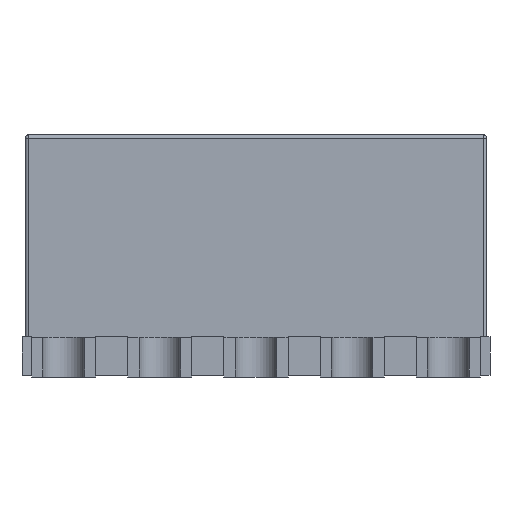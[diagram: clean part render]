
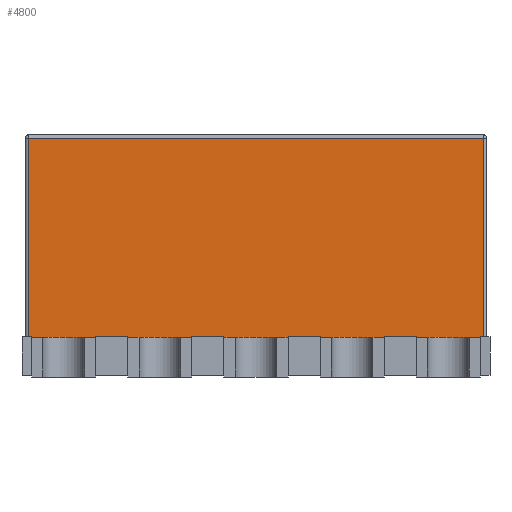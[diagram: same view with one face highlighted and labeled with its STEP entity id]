
A CAD part, front view. The second image highlights one B-rep face of the part: STEP entity #4800.
In plain terms, the highlighted planar face has unit normal (0, -1, 0).
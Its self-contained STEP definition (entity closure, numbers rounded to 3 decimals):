
#370=ORIENTED_EDGE('',*,*,#1315,.T.);
#371=ORIENTED_EDGE('',*,*,#1316,.T.);
#372=ORIENTED_EDGE('',*,*,#1317,.T.);
#373=ORIENTED_EDGE('',*,*,#1242,.T.);
#374=ORIENTED_EDGE('',*,*,#1318,.F.);
#375=ORIENTED_EDGE('',*,*,#1319,.F.);
#376=ORIENTED_EDGE('',*,*,#1320,.T.);
#377=ORIENTED_EDGE('',*,*,#1225,.T.);
#378=ORIENTED_EDGE('',*,*,#1321,.F.);
#379=ORIENTED_EDGE('',*,*,#1322,.F.);
#380=ORIENTED_EDGE('',*,*,#1323,.T.);
#381=ORIENTED_EDGE('',*,*,#1253,.T.);
#382=ORIENTED_EDGE('',*,*,#1103,.F.);
#383=ORIENTED_EDGE('',*,*,#1140,.T.);
#384=ORIENTED_EDGE('',*,*,#1108,.T.);
#385=ORIENTED_EDGE('',*,*,#1251,.T.);
#386=ORIENTED_EDGE('',*,*,#1083,.F.);
#387=ORIENTED_EDGE('',*,*,#1134,.T.);
#388=ORIENTED_EDGE('',*,*,#1088,.T.);
#389=ORIENTED_EDGE('',*,*,#1260,.T.);
#390=ORIENTED_EDGE('',*,*,#1093,.F.);
#391=ORIENTED_EDGE('',*,*,#1137,.T.);
#392=ORIENTED_EDGE('',*,*,#1098,.T.);
#393=ORIENTED_EDGE('',*,*,#1232,.T.);
#1083=EDGE_CURVE('',#1582,#1583,#1898,.T.);
#1088=EDGE_CURVE('',#1588,#1587,#1903,.T.);
#1093=EDGE_CURVE('',#1592,#1593,#1908,.T.);
#1098=EDGE_CURVE('',#1598,#1597,#1913,.T.);
#1103=EDGE_CURVE('',#1602,#1603,#1918,.T.);
#1108=EDGE_CURVE('',#1608,#1607,#1923,.T.);
#1134=EDGE_CURVE('',#1582,#1588,#1943,.T.);
#1137=EDGE_CURVE('',#1592,#1598,#1946,.T.);
#1140=EDGE_CURVE('',#1602,#1608,#1949,.T.);
#1225=EDGE_CURVE('',#1700,#1699,#2020,.T.);
#1232=EDGE_CURVE('',#1597,#1706,#2025,.T.);
#1242=EDGE_CURVE('',#1714,#1712,#2035,.T.);
#1251=EDGE_CURVE('',#1607,#1583,#2042,.T.);
#1253=EDGE_CURVE('',#1722,#1603,#2044,.T.);
#1260=EDGE_CURVE('',#1587,#1593,#2051,.T.);
#1315=EDGE_CURVE('',#1706,#1775,#2105,.F.);
#1316=EDGE_CURVE('',#1775,#1776,#2106,.F.);
#1317=EDGE_CURVE('',#1776,#1714,#2107,.T.);
#1318=EDGE_CURVE('',#1777,#1712,#2108,.T.);
#1319=EDGE_CURVE('',#1778,#1777,#2109,.T.);
#1320=EDGE_CURVE('',#1778,#1700,#2110,.T.);
#1321=EDGE_CURVE('',#1779,#1699,#2111,.T.);
#1322=EDGE_CURVE('',#1780,#1779,#2112,.T.);
#1323=EDGE_CURVE('',#1780,#1722,#2113,.T.);
#1582=VERTEX_POINT('',#6121);
#1583=VERTEX_POINT('',#6123);
#1587=VERTEX_POINT('',#6132);
#1588=VERTEX_POINT('',#6134);
#1592=VERTEX_POINT('',#6143);
#1593=VERTEX_POINT('',#6145);
#1597=VERTEX_POINT('',#6154);
#1598=VERTEX_POINT('',#6156);
#1602=VERTEX_POINT('',#6165);
#1603=VERTEX_POINT('',#6167);
#1607=VERTEX_POINT('',#6176);
#1608=VERTEX_POINT('',#6178);
#1699=VERTEX_POINT('',#6409);
#1700=VERTEX_POINT('',#6411);
#1706=VERTEX_POINT('',#6424);
#1712=VERTEX_POINT('',#6443);
#1714=VERTEX_POINT('',#6446);
#1722=VERTEX_POINT('',#6466);
#1775=VERTEX_POINT('',#6592);
#1776=VERTEX_POINT('',#6594);
#1777=VERTEX_POINT('',#6597);
#1778=VERTEX_POINT('',#6599);
#1779=VERTEX_POINT('',#6602);
#1780=VERTEX_POINT('',#6604);
#1898=LINE('',#6122,#2359);
#1903=LINE('',#6133,#2364);
#1908=LINE('',#6144,#2369);
#1913=LINE('',#6155,#2374);
#1918=LINE('',#6166,#2379);
#1923=LINE('',#6177,#2384);
#1943=LINE('',#6228,#2404);
#1946=LINE('',#6232,#2407);
#1949=LINE('',#6236,#2410);
#2020=LINE('',#6410,#2481);
#2025=LINE('',#6425,#2486);
#2035=LINE('',#6445,#2496);
#2042=LINE('',#6463,#2503);
#2044=LINE('',#6467,#2505);
#2051=LINE('',#6481,#2512);
#2105=LINE('',#6591,#2566);
#2106=LINE('',#6593,#2567);
#2107=LINE('',#6595,#2568);
#2108=LINE('',#6596,#2569);
#2109=LINE('',#6598,#2570);
#2110=LINE('',#6600,#2571);
#2111=LINE('',#6601,#2572);
#2112=LINE('',#6603,#2573);
#2113=LINE('',#6605,#2574);
#2359=VECTOR('',#5193,1000.);
#2364=VECTOR('',#5200,1000.);
#2369=VECTOR('',#5207,1000.);
#2374=VECTOR('',#5214,1000.);
#2379=VECTOR('',#5221,1000.);
#2384=VECTOR('',#5228,1000.);
#2404=VECTOR('',#5276,1000.);
#2407=VECTOR('',#5281,1000.);
#2410=VECTOR('',#5286,1000.);
#2481=VECTOR('',#5413,1000.);
#2486=VECTOR('',#5424,1000.);
#2496=VECTOR('',#5440,1000.);
#2503=VECTOR('',#5453,1000.);
#2505=VECTOR('',#5457,1000.);
#2512=VECTOR('',#5470,1000.);
#2566=VECTOR('',#5540,1000.);
#2567=VECTOR('',#5541,1000.);
#2568=VECTOR('',#5542,1000.);
#2569=VECTOR('',#5543,1000.);
#2570=VECTOR('',#5544,1000.);
#2571=VECTOR('',#5545,1000.);
#2572=VECTOR('',#5546,1000.);
#2573=VECTOR('',#5547,1000.);
#2574=VECTOR('',#5548,1000.);
#2870=EDGE_LOOP('',(#370,#371,#372,#373,#374,#375,#376,#377,#378,#379,#380,
#381,#382,#383,#384,#385,#386,#387,#388,#389,#390,#391,#392,#393));
#3073=FACE_BOUND('',#2870,.T.);
#3258=PLANE('',#5024);
#4800=ADVANCED_FACE('',(#3073),#3258,.F.);
#5024=AXIS2_PLACEMENT_3D('',#6590,#5538,#5539);
#5193=DIRECTION('',(0.,0.,1.));
#5200=DIRECTION('',(0.,0.,1.));
#5207=DIRECTION('',(0.,0.,1.));
#5214=DIRECTION('',(0.,0.,1.));
#5221=DIRECTION('',(0.,0.,1.));
#5228=DIRECTION('',(0.,0.,1.));
#5276=DIRECTION('',(1.,0.,0.));
#5281=DIRECTION('',(1.,0.,0.));
#5286=DIRECTION('',(1.,0.,0.));
#5413=DIRECTION('',(1.,0.,0.));
#5424=DIRECTION('',(1.,0.,0.));
#5440=DIRECTION('',(1.,0.,0.));
#5453=DIRECTION('',(1.,0.,0.));
#5457=DIRECTION('',(1.,0.,0.));
#5470=DIRECTION('',(1.,0.,0.));
#5538=DIRECTION('',(0.,1.,0.));
#5539=DIRECTION('',(0.,0.,1.));
#5540=DIRECTION('',(0.,0.,-1.));
#5541=DIRECTION('',(1.,0.,0.));
#5542=DIRECTION('',(0.,0.,-1.));
#5543=DIRECTION('',(0.,0.,1.));
#5544=DIRECTION('',(-1.,0.,0.));
#5545=DIRECTION('',(0.,0.,1.));
#5546=DIRECTION('',(0.,0.,1.));
#5547=DIRECTION('',(-1.,0.,0.));
#5548=DIRECTION('',(0.,0.,1.));
#6121=CARTESIAN_POINT('',(1.,-5.,0.59));
#6122=CARTESIAN_POINT('',(1.,-5.,0.59));
#6123=CARTESIAN_POINT('',(1.,-5.,0.6));
#6132=CARTESIAN_POINT('',(2.,-5.,0.6));
#6133=CARTESIAN_POINT('',(2.,-5.,0.59));
#6134=CARTESIAN_POINT('',(2.,-5.,0.59));
#6143=CARTESIAN_POINT('',(2.5,-5.,0.59));
#6144=CARTESIAN_POINT('',(2.5,-5.,0.59));
#6145=CARTESIAN_POINT('',(2.5,-5.,0.6));
#6154=CARTESIAN_POINT('',(3.5,-5.,0.6));
#6155=CARTESIAN_POINT('',(3.5,-5.,0.59));
#6156=CARTESIAN_POINT('',(3.5,-5.,0.59));
#6165=CARTESIAN_POINT('',(-0.5,-5.,0.59));
#6166=CARTESIAN_POINT('',(-0.5,-5.,0.59));
#6167=CARTESIAN_POINT('',(-0.5,-5.,0.6));
#6176=CARTESIAN_POINT('',(0.5,-5.,0.6));
#6177=CARTESIAN_POINT('',(0.5,-5.,0.59));
#6178=CARTESIAN_POINT('',(0.5,-5.,0.59));
#6228=CARTESIAN_POINT('',(2.,-5.,0.59));
#6232=CARTESIAN_POINT('',(3.5,-5.,0.59));
#6236=CARTESIAN_POINT('',(0.5,-5.,0.59));
#6409=CARTESIAN_POINT('',(-2.,-5.,0.6));
#6410=CARTESIAN_POINT('',(-3.6,-5.,0.6));
#6411=CARTESIAN_POINT('',(-2.5,-5.,0.6));
#6424=CARTESIAN_POINT('',(3.55,-5.,0.6));
#6425=CARTESIAN_POINT('',(-3.6,-5.,0.6));
#6443=CARTESIAN_POINT('',(-3.5,-5.,0.6));
#6445=CARTESIAN_POINT('',(-3.6,-5.,0.6));
#6446=CARTESIAN_POINT('',(-3.55,-5.,0.6));
#6463=CARTESIAN_POINT('',(-3.6,-5.,0.6));
#6466=CARTESIAN_POINT('',(-1.,-5.,0.6));
#6467=CARTESIAN_POINT('',(-3.6,-5.,0.6));
#6481=CARTESIAN_POINT('',(-3.6,-5.,0.6));
#6590=CARTESIAN_POINT('',(-3.6,-5.,3.75));
#6591=CARTESIAN_POINT('',(3.55,-5.,3.75));
#6592=CARTESIAN_POINT('',(3.55,-5.,3.7));
#6593=CARTESIAN_POINT('',(-3.55,-5.,3.7));
#6594=CARTESIAN_POINT('',(-3.55,-5.,3.7));
#6595=CARTESIAN_POINT('',(-3.55,-5.,3.75));
#6596=CARTESIAN_POINT('',(-3.5,-5.,0.59));
#6597=CARTESIAN_POINT('',(-3.5,-5.,0.59));
#6598=CARTESIAN_POINT('',(-2.5,-5.,0.59));
#6599=CARTESIAN_POINT('',(-2.5,-5.,0.59));
#6600=CARTESIAN_POINT('',(-2.5,-5.,0.59));
#6601=CARTESIAN_POINT('',(-2.,-5.,0.59));
#6602=CARTESIAN_POINT('',(-2.,-5.,0.59));
#6603=CARTESIAN_POINT('',(-1.,-5.,0.59));
#6604=CARTESIAN_POINT('',(-1.,-5.,0.59));
#6605=CARTESIAN_POINT('',(-1.,-5.,0.59));
